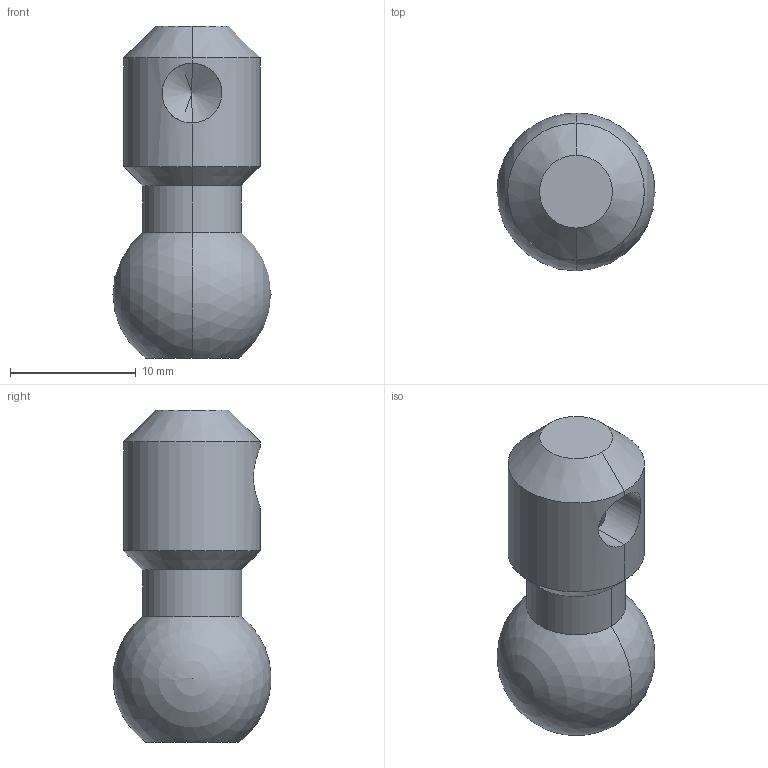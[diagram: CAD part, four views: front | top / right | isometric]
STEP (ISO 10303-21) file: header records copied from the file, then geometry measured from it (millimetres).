
FILE_DESCRIPTION (( 'STEP AP203' ), '1' );
FILE_NAME ('06-0191.STEP', '2023-11-09T18:50:58', ( '' ), ( '' ), 'SwSTEP 2.0', 'SolidWorks 2022', '' );
FILE_SCHEMA (( 'CONFIG_CONTROL_DESIGN' ));
Length unit declared in the file: inch
Products named in the file (1): 06-0191
Bounding box: 12.57 x 12.56 x 26.41 mm (x, y, z)
Volume: 1597.7 mm3; surface area: 1398.3 mm2
Topology: 1 solids, 1 shells, 21 faces, 57 edges, 32 vertices
Faces by surface type: cone 8, cylinder 8, plane 3, sphere 2
Entity records: 775 total; most frequent: CARTESIAN_POINT 201, DIRECTION 112, ORIENTED_EDGE 100, EDGE_CURVE 50, AXIS2_PLACEMENT_3D 46, VERTEX_POINT 29, CIRCLE 24, FACE_OUTER_BOUND 21
